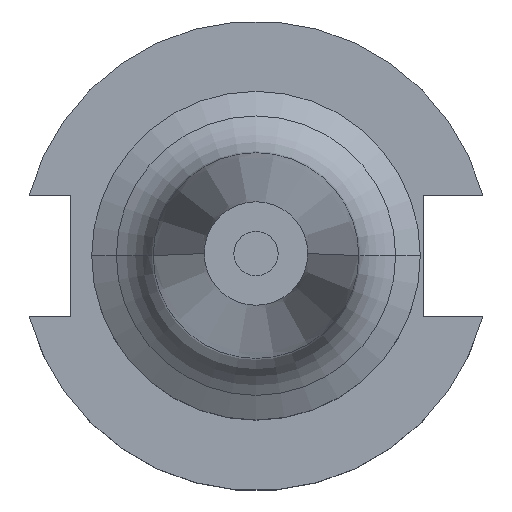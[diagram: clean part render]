
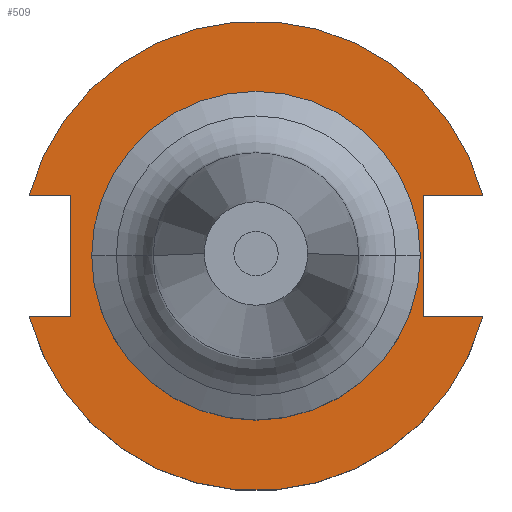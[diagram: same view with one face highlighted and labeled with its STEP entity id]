
A CAD part, top view. The second image highlights one B-rep face of the part: STEP entity #509.
In plain terms, the highlighted planar face has unit normal (0, 0, 1).
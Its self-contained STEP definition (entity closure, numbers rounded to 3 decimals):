
#10 = CIRCLE ( 'NONE', #1212, 31.75 ) ;
#25 = CARTESIAN_POINT ( 'NONE',  ( -25.091, 8.191, 19.05 ) ) ;
#36 = DIRECTION ( 'NONE',  ( -1., 0., 0. ) ) ;
#50 = CARTESIAN_POINT ( 'NONE',  ( 30.675, 8.191, 19.05 ) ) ;
#54 = CARTESIAN_POINT ( 'NONE',  ( -30.675, -8.191, 19.05 ) ) ;
#60 = VERTEX_POINT ( 'NONE', #1149 ) ;
#72 = CARTESIAN_POINT ( 'NONE',  ( 22.225, 0., 19.05 ) ) ;
#97 = AXIS2_PLACEMENT_3D ( 'NONE', #1011, #238, #1138 ) ;
#105 = EDGE_CURVE ( 'NONE', #384, #754, #10, .T. ) ;
#120 = ORIENTED_EDGE ( 'NONE', *, *, #874, .T. ) ;
#138 = DIRECTION ( 'NONE',  ( 1., 0., 0. ) ) ;
#147 = LINE ( 'NONE', #1105, #1135 ) ;
#159 = FACE_BOUND ( 'NONE', #1127, .T. ) ;
#185 = EDGE_LOOP ( 'NONE', ( #120, #1412, #1527, #708, #1411, #944, #1349, #457 ) ) ;
#201 = DIRECTION ( 'NONE',  ( 1., 0., 0. ) ) ;
#206 = CARTESIAN_POINT ( 'NONE',  ( 22.606, 22.225, 19.05 ) ) ;
#219 = CARTESIAN_POINT ( 'NONE',  ( 0., 22.225, 19.05 ) ) ;
#224 = DIRECTION ( 'NONE',  ( -1., 0., 0. ) ) ;
#231 = VERTEX_POINT ( 'NONE', #1111 ) ;
#238 = DIRECTION ( 'NONE',  ( 0., 0., 1. ) ) ;
#240 = EDGE_CURVE ( 'NONE', #821, #231, #272, .T. ) ;
#251 = DIRECTION ( 'NONE',  ( 0., 0., 1. ) ) ;
#272 = LINE ( 'NONE', #206, #838 ) ;
#301 = ORIENTED_EDGE ( 'NONE', *, *, #889, .F. ) ;
#330 = AXIS2_PLACEMENT_3D ( 'NONE', #1451, #689, #1582 ) ;
#376 = EDGE_CURVE ( 'NONE', #1332, #60, #1350, .T. ) ;
#384 = VERTEX_POINT ( 'NONE', #54 ) ;
#435 = DIRECTION ( 'NONE',  ( 0., -1., 0. ) ) ;
#457 = ORIENTED_EDGE ( 'NONE', *, *, #972, .T. ) ;
#482 = VERTEX_POINT ( 'NONE', #862 ) ;
#508 = VECTOR ( 'NONE', #1554, 1000. ) ;
#509 = ADVANCED_FACE ( 'NONE', ( #159, #803 ), #869, .F. ) ;
#537 = DIRECTION ( 'NONE',  ( 0., 0., 1. ) ) ;
#563 = CIRCLE ( 'NONE', #1170, 22.225 ) ;
#597 = VERTEX_POINT ( 'NONE', #72 ) ;
#628 = ORIENTED_EDGE ( 'NONE', *, *, #1404, .F. ) ;
#689 = DIRECTION ( 'NONE',  ( 0., 0., 1. ) ) ;
#708 = ORIENTED_EDGE ( 'NONE', *, *, #1381, .F. ) ;
#714 = VECTOR ( 'NONE', #435, 1000. ) ;
#754 = VERTEX_POINT ( 'NONE', #1567 ) ;
#758 = EDGE_CURVE ( 'NONE', #1332, #231, #1511, .T. ) ;
#771 = EDGE_CURVE ( 'NONE', #384, #482, #147, .T. ) ;
#775 = CARTESIAN_POINT ( 'NONE',  ( 0., -8.191, 19.05 ) ) ;
#780 = CARTESIAN_POINT ( 'NONE',  ( -61.091, 8.191, 19.05 ) ) ;
#803 = FACE_OUTER_BOUND ( 'NONE', #185, .T. ) ;
#821 = VERTEX_POINT ( 'NONE', #858 ) ;
#838 = VECTOR ( 'NONE', #985, 1000. ) ;
#858 = CARTESIAN_POINT ( 'NONE',  ( 22.606, -8.191, 19.05 ) ) ;
#860 = LINE ( 'NONE', #780, #508 ) ;
#862 = CARTESIAN_POINT ( 'NONE',  ( -25.091, -8.191, 19.05 ) ) ;
#869 = PLANE ( 'NONE',  #1508 ) ;
#874 = EDGE_CURVE ( 'NONE', #1424, #482, #1432, .T. ) ;
#889 = EDGE_CURVE ( 'NONE', #597, #1512, #971, .T. ) ;
#944 = ORIENTED_EDGE ( 'NONE', *, *, #758, .F. ) ;
#971 = CIRCLE ( 'NONE', #330, 22.225 ) ;
#972 = EDGE_CURVE ( 'NONE', #60, #1424, #860, .T. ) ;
#985 = DIRECTION ( 'NONE',  ( 0., 1., 0. ) ) ;
#997 = DIRECTION ( 'NONE',  ( 0., 0., -1. ) ) ;
#1011 = CARTESIAN_POINT ( 'NONE',  ( 0., 0., 19.05 ) ) ;
#1026 = CARTESIAN_POINT ( 'NONE',  ( 0., 0., 19.05 ) ) ;
#1066 = CARTESIAN_POINT ( 'NONE',  ( 0., 8.191, 19.05 ) ) ;
#1091 = CARTESIAN_POINT ( 'NONE',  ( -22.225, 0., 19.05 ) ) ;
#1105 = CARTESIAN_POINT ( 'NONE',  ( -61.091, -8.191, 19.05 ) ) ;
#1111 = CARTESIAN_POINT ( 'NONE',  ( 22.606, 8.191, 19.05 ) ) ;
#1127 = EDGE_LOOP ( 'NONE', ( #301, #628 ) ) ;
#1135 = VECTOR ( 'NONE', #201, 1000. ) ;
#1138 = DIRECTION ( 'NONE',  ( 1., 0., 0. ) ) ;
#1149 = CARTESIAN_POINT ( 'NONE',  ( -30.675, 8.191, 19.05 ) ) ;
#1155 = DIRECTION ( 'NONE',  ( 1., 0., 0. ) ) ;
#1170 = AXIS2_PLACEMENT_3D ( 'NONE', #1310, #537, #1430 ) ;
#1181 = VECTOR ( 'NONE', #36, 1000. ) ;
#1212 = AXIS2_PLACEMENT_3D ( 'NONE', #1026, #251, #1155 ) ;
#1254 = CARTESIAN_POINT ( 'NONE',  ( -25.091, 8.191, 19.05 ) ) ;
#1310 = CARTESIAN_POINT ( 'NONE',  ( 0., 0., 19.05 ) ) ;
#1332 = VERTEX_POINT ( 'NONE', #50 ) ;
#1349 = ORIENTED_EDGE ( 'NONE', *, *, #376, .T. ) ;
#1350 = CIRCLE ( 'NONE', #97, 31.75 ) ;
#1381 = EDGE_CURVE ( 'NONE', #821, #754, #1615, .T. ) ;
#1404 = EDGE_CURVE ( 'NONE', #1512, #597, #563, .T. ) ;
#1411 = ORIENTED_EDGE ( 'NONE', *, *, #240, .T. ) ;
#1412 = ORIENTED_EDGE ( 'NONE', *, *, #771, .F. ) ;
#1424 = VERTEX_POINT ( 'NONE', #25 ) ;
#1430 = DIRECTION ( 'NONE',  ( 1., 0., 0. ) ) ;
#1432 = LINE ( 'NONE', #1254, #714 ) ;
#1451 = CARTESIAN_POINT ( 'NONE',  ( 0., 0., 19.05 ) ) ;
#1508 = AXIS2_PLACEMENT_3D ( 'NONE', #219, #997, #224 ) ;
#1511 = LINE ( 'NONE', #1066, #1181 ) ;
#1512 = VERTEX_POINT ( 'NONE', #1091 ) ;
#1527 = ORIENTED_EDGE ( 'NONE', *, *, #105, .T. ) ;
#1531 = VECTOR ( 'NONE', #138, 1000. ) ;
#1554 = DIRECTION ( 'NONE',  ( 1., 0., 0. ) ) ;
#1567 = CARTESIAN_POINT ( 'NONE',  ( 30.675, -8.191, 19.05 ) ) ;
#1582 = DIRECTION ( 'NONE',  ( 1., 0., 0. ) ) ;
#1615 = LINE ( 'NONE', #775, #1531 ) ;
